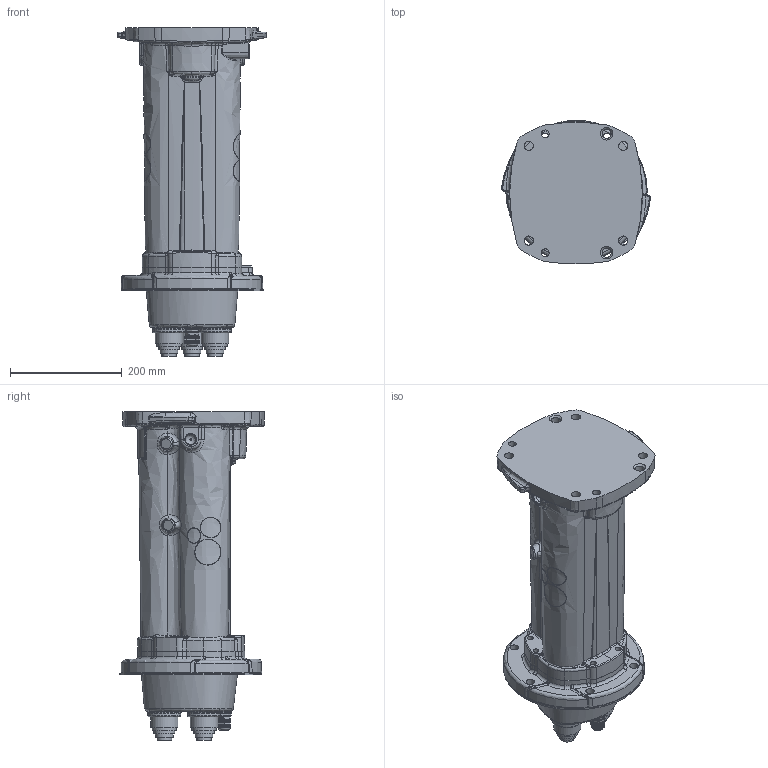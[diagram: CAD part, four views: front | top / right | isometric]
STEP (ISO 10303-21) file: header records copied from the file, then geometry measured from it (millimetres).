
FILE_DESCRIPTION(/* description */ (''),/* implementation_level */ '2;1');
FILE_NAME(/* name */ '22kV Adaptor W-gear Mount Flange.stp',/* time_stamp */ '2019-03-13T08:51:53+10:00',/* author */ ('t.ralph531'),/* organization */ (''),/* preprocessor_version */ 'ST-DEVELOPER v16.5',/* originating_system */ 'Autodesk Inventor 2017',/* authorisation */ '');
FILE_SCHEMA (('AUTOMOTIVE_DESIGN { 1 0 10303 214 3 1 1 }'));
Products named in the file (11): Assembly2; 2229_RND_SOLID; 3003_RND_SOLID; 3111; 1031; 1031_1; 1031-2; 1031-3; 1031-4; 1204; 2702_RND_SOLID
Assembly tree (12 placements, depth 3):
  Assembly2
    2229_RND_SOLID
    3003_RND_SOLID  x3
    3111
    1031
      1031_1
      1031-2
      1031-3
      1031-4
    1204
    2702_RND_SOLID
Bounding box: 266.87 x 258.73 x 589.95 mm (x, y, z)
Volume: 12992221.7 mm3; surface area: 644167.9 mm2
Topology: 11 solids, 11 shells, 1648 faces, 4304 edges, 2719 vertices
Faces by surface type: plane 728, bspline 569, cylinder 184, torus 84, cone 64, sphere 19
Full cylindrical faces by diameter (mm): 0.5 x5, 10.2 x6, 10.5 x1, 10.85 x1, 11 x2, 13.835 x3, 15 x12, 15.85 x1, 16.3 x1, 16.5 x6, 17.294 x1, 18.186 x1, 18.3 x1, 18.386 x1, 18.73 x2, 18.93 x2, 19.5 x1, 20.386 x1, 20.555 x1, 20.586 x1, 20.933 x2, 21 x1, 21.133 x2, 23.9 x1, 24.3 x1, 25.959 x3, 31.748 x3, 37.538 x3, 43.328 x3, 49.167 x3
Entity records: 74015 total; most frequent: CARTESIAN_POINT 35902, ORIENTED_EDGE 8202, DIRECTION 6741, EDGE_CURVE 4101, VERTEX_POINT 2648, AXIS2_PLACEMENT_3D 2391, LINE 1959, VECTOR 1959
